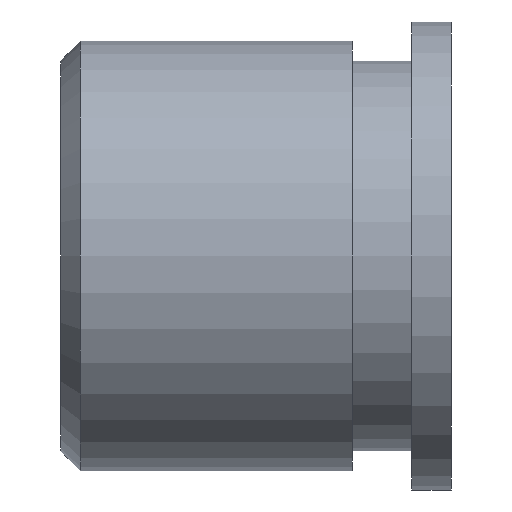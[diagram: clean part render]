
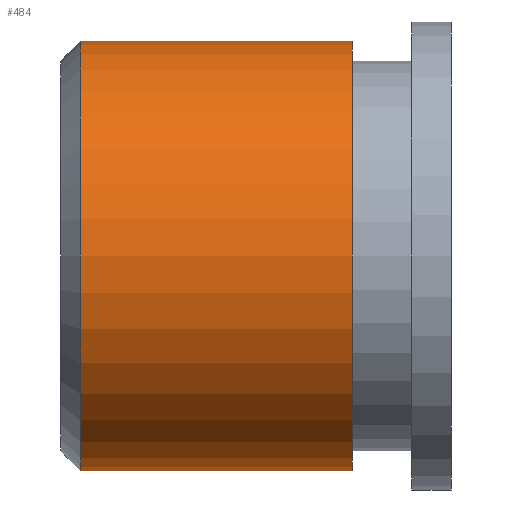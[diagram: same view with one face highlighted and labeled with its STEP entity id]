
A CAD part, left-side view. The second image highlights one B-rep face of the part: STEP entity #484.
In plain terms, the highlighted cylindrical face has radius 2.749 mm (diameter 5.499 mm), a partial arc.
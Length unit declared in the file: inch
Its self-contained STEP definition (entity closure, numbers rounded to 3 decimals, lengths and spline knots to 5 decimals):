
#5 = EDGE_CURVE ( 'NONE', #567, #488, #447, .T. ) ;
#13 = CARTESIAN_POINT ( 'NONE',  ( 0., 0.0985, 0.10825 ) ) ;
#41 = DIRECTION ( 'NONE',  ( 0., 0., 1. ) ) ;
#52 = DIRECTION ( 'NONE',  ( 0., 1., 0. ) ) ;
#56 = DIRECTION ( 'NONE',  ( 0., 0., 1. ) ) ;
#60 = DIRECTION ( 'NONE',  ( 0., 1., 0. ) ) ;
#89 = VECTOR ( 'NONE', #333, 39.37008 ) ;
#99 = DIRECTION ( 'NONE',  ( 0., 1., 0. ) ) ;
#146 = CARTESIAN_POINT ( 'NONE',  ( 0., 0.0885, 0. ) ) ;
#156 = AXIS2_PLACEMENT_3D ( 'NONE', #146, #99, #56 ) ;
#167 = VECTOR ( 'NONE', #52, 39.37008 ) ;
#208 = ORIENTED_EDGE ( 'NONE', *, *, #273, .F. ) ;
#213 = VERTEX_POINT ( 'NONE', #551 ) ;
#220 = AXIS2_PLACEMENT_3D ( 'NONE', #366, #322, #41 ) ;
#246 = DIRECTION ( 'NONE',  ( 0., 0., 1. ) ) ;
#267 = EDGE_CURVE ( 'NONE', #567, #213, #352, .T. ) ;
#273 = EDGE_CURVE ( 'NONE', #488, #353, #357, .T. ) ;
#283 = CARTESIAN_POINT ( 'NONE',  ( 0., 0.0885, 0.10825 ) ) ;
#292 = CARTESIAN_POINT ( 'NONE',  ( 0., -0.0485, 0. ) ) ;
#309 = EDGE_LOOP ( 'NONE', ( #321, #470, #453, #208 ) ) ;
#321 = ORIENTED_EDGE ( 'NONE', *, *, #5, .F. ) ;
#322 = DIRECTION ( 'NONE',  ( 0., 1., 0. ) ) ;
#323 = EDGE_CURVE ( 'NONE', #213, #353, #434, .T. ) ;
#333 = DIRECTION ( 'NONE',  ( 0., 1., 0. ) ) ;
#352 = CIRCLE ( 'NONE', #483, 0.10825 ) ;
#353 = VERTEX_POINT ( 'NONE', #283 ) ;
#357 = CIRCLE ( 'NONE', #156, 0.10825 ) ;
#366 = CARTESIAN_POINT ( 'NONE',  ( 0., 0.0985, 0. ) ) ;
#381 = FACE_OUTER_BOUND ( 'NONE', #309, .T. ) ;
#411 = CARTESIAN_POINT ( 'NONE',  ( 0., 0.0985, -0.10825 ) ) ;
#434 = LINE ( 'NONE', #13, #89 ) ;
#447 = LINE ( 'NONE', #411, #167 ) ;
#453 = ORIENTED_EDGE ( 'NONE', *, *, #323, .T. ) ;
#470 = ORIENTED_EDGE ( 'NONE', *, *, #267, .T. ) ;
#483 = AXIS2_PLACEMENT_3D ( 'NONE', #292, #60, #246 ) ;
#484 = ADVANCED_FACE ( 'NONE', ( #381 ), #487, .T. ) ;
#487 = CYLINDRICAL_SURFACE ( 'NONE', #220, 0.10825 ) ;
#488 = VERTEX_POINT ( 'NONE', #493 ) ;
#493 = CARTESIAN_POINT ( 'NONE',  ( 0., 0.0885, -0.10825 ) ) ;
#551 = CARTESIAN_POINT ( 'NONE',  ( 0., -0.0485, 0.10825 ) ) ;
#567 = VERTEX_POINT ( 'NONE', #568 ) ;
#568 = CARTESIAN_POINT ( 'NONE',  ( 0., -0.0485, -0.10825 ) ) ;
